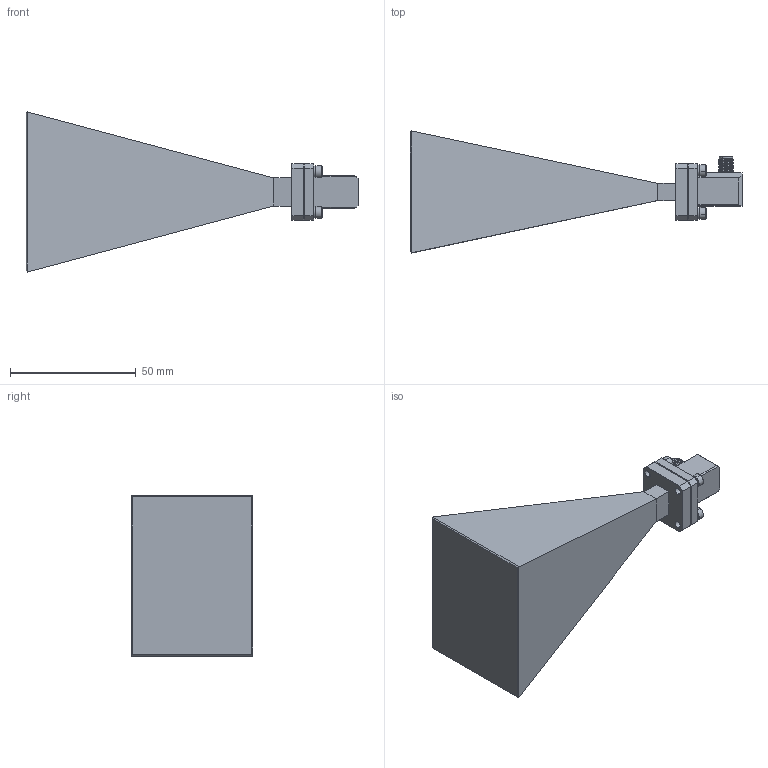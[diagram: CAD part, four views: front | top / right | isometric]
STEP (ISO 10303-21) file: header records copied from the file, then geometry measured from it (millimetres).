
FILE_DESCRIPTION (( 'STEP AP214' ), '1' );
FILE_NAME ('AR-3C1-R Female, Defeatured.STEP', '2022-06-06T16:52:19', ( '' ), ( '' ), 'SwSTEP 2.0', 'SolidWorks 2021', '' );
FILE_SCHEMA (( 'AUTOMOTIVE_DESIGN' ));
Length unit declared in the file: inch
Products named in the file (1): AR-3C1-R Female, Defeatured
Bounding box: 132.08 x 48.52 x 63.71 mm (x, y, z)
Volume: 129115.1 mm3; surface area: 20038.3 mm2
Topology: 9 solids, 9 shells, 232 faces, 503 edges, 302 vertices
Faces by surface type: plane 134, cylinder 52, cone 44, bspline 2
Entity records: 10423 total; most frequent: CARTESIAN_POINT 2318, DIRECTION 1013, ORIENTED_EDGE 1006, EDGE_CURVE 503, AXIS2_PLACEMENT_3D 346, VECTOR 321, LINE 321, VERTEX_POINT 302
